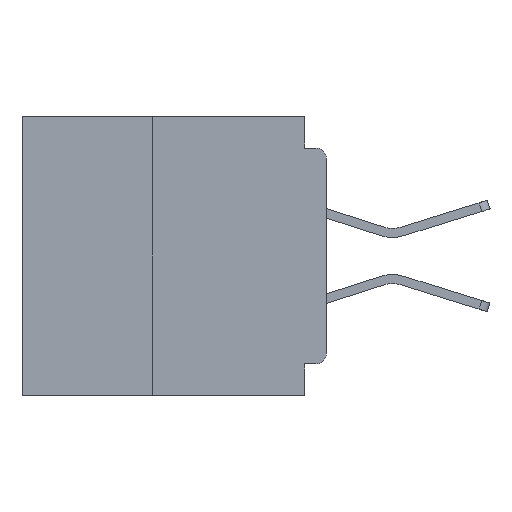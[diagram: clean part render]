
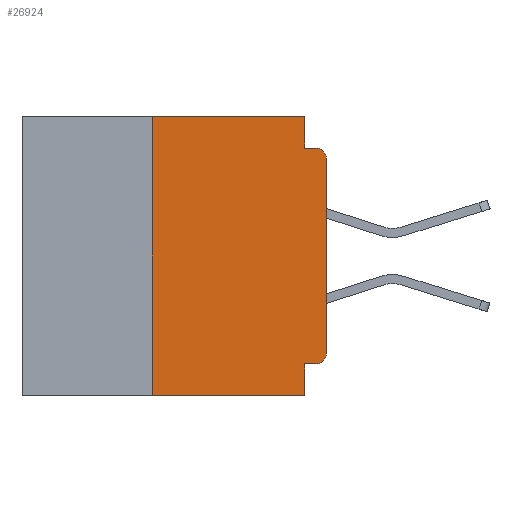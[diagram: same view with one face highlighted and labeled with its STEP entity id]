
A CAD part, left-side view. The second image highlights one B-rep face of the part: STEP entity #26924.
In plain terms, the highlighted planar face has unit normal (-1, 0, 0).
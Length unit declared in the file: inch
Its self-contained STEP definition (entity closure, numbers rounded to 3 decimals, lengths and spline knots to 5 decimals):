
#951 = CIRCLE ( 'NONE', #18729, 0.015 ) ;
#1673 = VERTEX_POINT ( 'NONE', #3362 ) ;
#3204 = DIRECTION ( 'NONE',  ( 0., 0., 1. ) ) ;
#3362 = CARTESIAN_POINT ( 'NONE',  ( 0., 0.031, -0.355 ) ) ;
#4014 = ORIENTED_EDGE ( 'NONE', *, *, #30384, .F. ) ;
#4760 = EDGE_CURVE ( 'NONE', #13591, #27459, #16791, .T. ) ;
#5059 = VECTOR ( 'NONE', #24764, 39.37008 ) ;
#5433 = CARTESIAN_POINT ( 'NONE',  ( 0., 0.437, 0. ) ) ;
#5645 = ORIENTED_EDGE ( 'NONE', *, *, #4760, .T. ) ;
#5650 = ORIENTED_EDGE ( 'NONE', *, *, #18768, .T. ) ;
#5753 = CARTESIAN_POINT ( 'NONE',  ( 0., 0.015, -0.355 ) ) ;
#5949 = EDGE_LOOP ( 'NONE', ( #5645, #23165, #35513, #33944, #4014, #45228, #29389, #6011, #13264, #5650 ) ) ;
#6011 = ORIENTED_EDGE ( 'NONE', *, *, #13371, .F. ) ;
#6514 = CARTESIAN_POINT ( 'NONE',  ( 0., 0.015, -0.34 ) ) ;
#6911 = CARTESIAN_POINT ( 'NONE',  ( 0., 0., -0.34 ) ) ;
#8555 = VERTEX_POINT ( 'NONE', #38453 ) ;
#8567 = LINE ( 'NONE', #20575, #27420 ) ;
#8595 = DIRECTION ( 'NONE',  ( 0., -1., 0. ) ) ;
#8997 = VECTOR ( 'NONE', #33199, 39.37008 ) ;
#9032 = EDGE_CURVE ( 'NONE', #44991, #34181, #15198, .T. ) ;
#9936 = FACE_OUTER_BOUND ( 'NONE', #5949, .T. ) ;
#10049 = CARTESIAN_POINT ( 'NONE',  ( 0., 0.015, -0.06 ) ) ;
#10063 = DIRECTION ( 'NONE',  ( 0., 0., -1. ) ) ;
#10316 = EDGE_CURVE ( 'NONE', #44991, #32321, #27858, .T. ) ;
#10494 = VECTOR ( 'NONE', #8595, 39.37008 ) ;
#11605 = LINE ( 'NONE', #43725, #10494 ) ;
#13264 = ORIENTED_EDGE ( 'NONE', *, *, #16558, .F. ) ;
#13371 = EDGE_CURVE ( 'NONE', #1673, #32321, #29737, .T. ) ;
#13401 = CARTESIAN_POINT ( 'NONE',  ( 0., 0.25, -0.4 ) ) ;
#13591 = VERTEX_POINT ( 'NONE', #6911 ) ;
#13603 = DIRECTION ( 'NONE',  ( 0., 0., -1. ) ) ;
#13749 = CIRCLE ( 'NONE', #31657, 0.015 ) ;
#15041 = DIRECTION ( 'NONE',  ( 0., 0., -1. ) ) ;
#15198 = LINE ( 'NONE', #13401, #18526 ) ;
#16312 = LINE ( 'NONE', #5433, #35120 ) ;
#16558 = EDGE_CURVE ( 'NONE', #41902, #1673, #28321, .T. ) ;
#16791 = LINE ( 'NONE', #45383, #42689 ) ;
#16986 = VECTOR ( 'NONE', #26908, 39.37008 ) ;
#17379 = EDGE_CURVE ( 'NONE', #8555, #42345, #11605, .T. ) ;
#18526 = VECTOR ( 'NONE', #38091, 39.37008 ) ;
#18568 = CARTESIAN_POINT ( 'NONE',  ( 0., 0., -0.06 ) ) ;
#18729 = AXIS2_PLACEMENT_3D ( 'NONE', #6514, #31258, #10063 ) ;
#18768 = EDGE_CURVE ( 'NONE', #41902, #13591, #951, .T. ) ;
#20575 = CARTESIAN_POINT ( 'NONE',  ( 0., 0.031, 0. ) ) ;
#21595 = CARTESIAN_POINT ( 'NONE',  ( 0., 0.25, -0.4 ) ) ;
#23165 = ORIENTED_EDGE ( 'NONE', *, *, #27847, .T. ) ;
#23492 = CARTESIAN_POINT ( 'NONE',  ( 0., 0.031, -0.4 ) ) ;
#24506 = CARTESIAN_POINT ( 'NONE',  ( 0., 0.031, 0. ) ) ;
#24764 = DIRECTION ( 'NONE',  ( 0., 1., 0. ) ) ;
#25605 = CARTESIAN_POINT ( 'NONE',  ( 0., 0.437, 0. ) ) ;
#26137 = CARTESIAN_POINT ( 'NONE',  ( 0., 0.437, -0.4 ) ) ;
#26908 = DIRECTION ( 'NONE',  ( 0., 0., -1. ) ) ;
#26924 = ADVANCED_FACE ( 'NONE', ( #9936 ), #32685, .F. ) ;
#27420 = VECTOR ( 'NONE', #27711, 39.37008 ) ;
#27459 = VERTEX_POINT ( 'NONE', #18568 ) ;
#27711 = DIRECTION ( 'NONE',  ( 0., 0., -1. ) ) ;
#27847 = EDGE_CURVE ( 'NONE', #27459, #42345, #13749, .T. ) ;
#27858 = LINE ( 'NONE', #26137, #8997 ) ;
#28180 = CARTESIAN_POINT ( 'NONE',  ( 0., 0., -0.355 ) ) ;
#28321 = LINE ( 'NONE', #28180, #5059 ) ;
#28667 = CARTESIAN_POINT ( 'NONE',  ( 0., 0.25, 0. ) ) ;
#29389 = ORIENTED_EDGE ( 'NONE', *, *, #10316, .T. ) ;
#29737 = LINE ( 'NONE', #23492, #16986 ) ;
#30171 = DIRECTION ( 'NONE',  ( 0., -1., 0. ) ) ;
#30384 = EDGE_CURVE ( 'NONE', #34181, #43372, #16312, .T. ) ;
#30598 = EDGE_CURVE ( 'NONE', #43372, #8555, #8567, .T. ) ;
#31258 = DIRECTION ( 'NONE',  ( -1., 0., 0. ) ) ;
#31657 = AXIS2_PLACEMENT_3D ( 'NONE', #10049, #34770, #13603 ) ;
#32321 = VERTEX_POINT ( 'NONE', #40924 ) ;
#32685 = PLANE ( 'NONE',  #36634 ) ;
#33199 = DIRECTION ( 'NONE',  ( 0., -1., 0. ) ) ;
#33944 = ORIENTED_EDGE ( 'NONE', *, *, #30598, .F. ) ;
#34181 = VERTEX_POINT ( 'NONE', #28667 ) ;
#34770 = DIRECTION ( 'NONE',  ( -1., 0., 0. ) ) ;
#35120 = VECTOR ( 'NONE', #30171, 39.37008 ) ;
#35513 = ORIENTED_EDGE ( 'NONE', *, *, #17379, .F. ) ;
#36214 = DIRECTION ( 'NONE',  ( 1., 0., 0. ) ) ;
#36634 = AXIS2_PLACEMENT_3D ( 'NONE', #25605, #36214, #15041 ) ;
#38091 = DIRECTION ( 'NONE',  ( 0., 0., 1. ) ) ;
#38453 = CARTESIAN_POINT ( 'NONE',  ( 0., 0.031, -0.045 ) ) ;
#40924 = CARTESIAN_POINT ( 'NONE',  ( 0., 0.031, -0.4 ) ) ;
#41902 = VERTEX_POINT ( 'NONE', #5753 ) ;
#42345 = VERTEX_POINT ( 'NONE', #43311 ) ;
#42689 = VECTOR ( 'NONE', #3204, 39.37008 ) ;
#43311 = CARTESIAN_POINT ( 'NONE',  ( 0., 0.015, -0.045 ) ) ;
#43372 = VERTEX_POINT ( 'NONE', #24506 ) ;
#43725 = CARTESIAN_POINT ( 'NONE',  ( 0., 0., -0.045 ) ) ;
#44991 = VERTEX_POINT ( 'NONE', #21595 ) ;
#45228 = ORIENTED_EDGE ( 'NONE', *, *, #9032, .F. ) ;
#45383 = CARTESIAN_POINT ( 'NONE',  ( 0., 0., 0. ) ) ;
